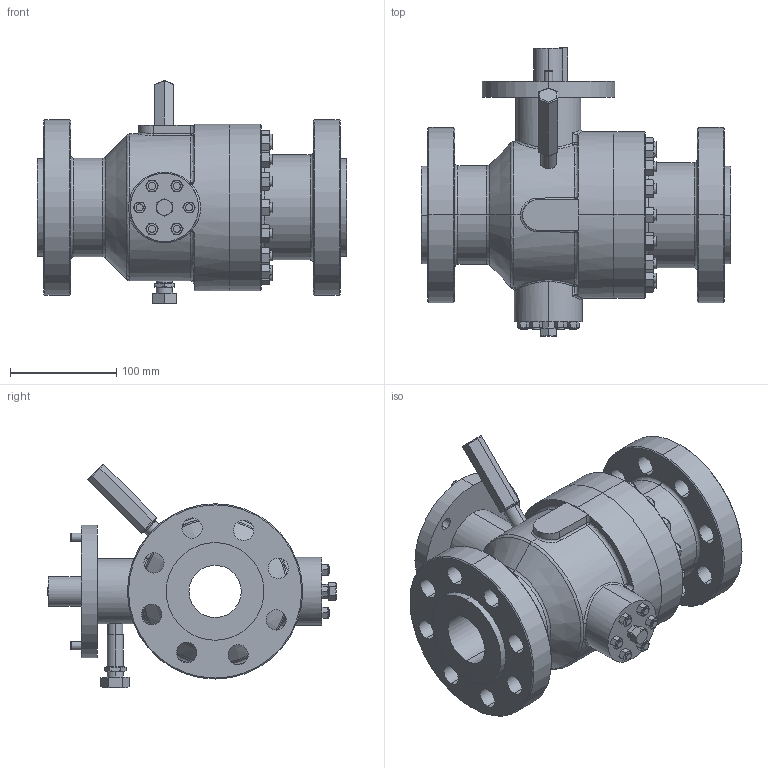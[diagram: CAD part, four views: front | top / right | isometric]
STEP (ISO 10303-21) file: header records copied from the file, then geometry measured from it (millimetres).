
FILE_DESCRIPTION (( 'STEP AP203' ), '1' );
FILE_NAME ('02-B2-600-RF-B.STEP', '2026-03-21T01:37:41', ( 'hp' ), ( '' ), 'SwSTEP 2.0', 'SolidWorks 2022', '' );
FILE_SCHEMA (( 'CONFIG_CONTROL_DESIGN' ));
Length unit declared in the file: millimetre
Products named in the file (1): 02-B2-600-RF-B
Bounding box: 292 x 271.5 x 210.39 mm (x, y, z)
Volume: 4007900.4 mm3; surface area: 337132.1 mm2
Topology: 31 solids, 31 shells, 784 faces, 1709 edges, 1013 vertices
Faces by surface type: cone 301, plane 279, cylinder 161, bspline 27, torus 16
Entity records: 25714 total; most frequent: CARTESIAN_POINT 9414, ORIENTED_EDGE 3406, DIRECTION 3239, EDGE_CURVE 1703, AXIS2_PLACEMENT_3D 1380, VERTEX_POINT 1013, EDGE_LOOP 858, FACE_OUTER_BOUND 784
